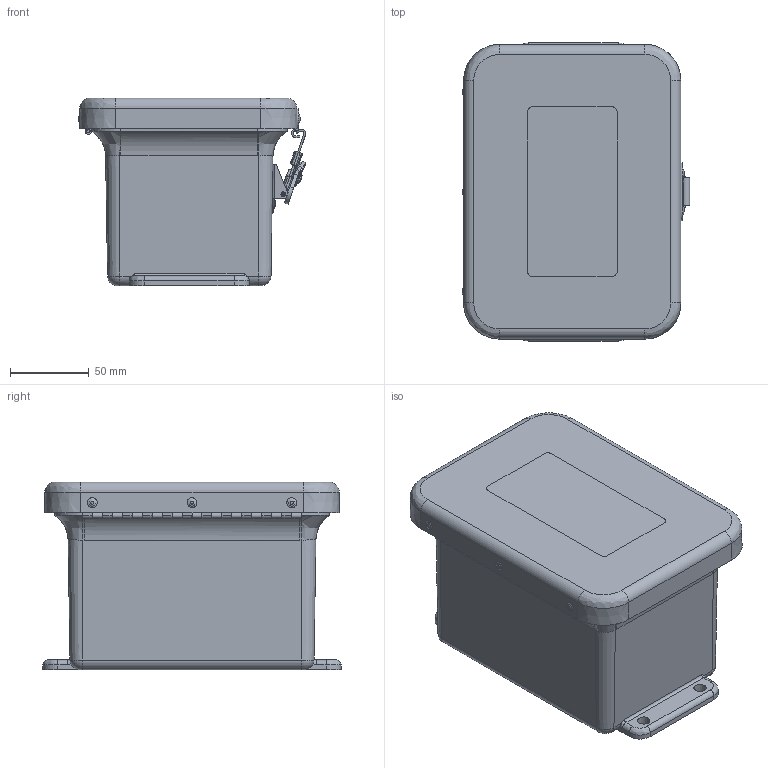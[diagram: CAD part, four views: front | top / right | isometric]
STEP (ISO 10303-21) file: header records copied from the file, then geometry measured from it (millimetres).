
FILE_DESCRIPTION (( 'STEP AP214' ), '1' );
FILE_NAME ('MW604HLL.STEP', '2018-11-07T12:43:24', ( '' ), ( '' ), 'SwSTEP 2.0', 'SolidWorks 2018', '' );
FILE_SCHEMA (( 'AUTOMOTIVE_DESIGN' ));
Length unit declared in the file: inch
Products named in the file (1): MW604HLL
Bounding box: 144.89 x 189.85 x 119.48 mm (x, y, z)
Volume: 541603.2 mm3; surface area: 271342.1 mm2
Topology: 31 solids, 31 shells, 735 faces, 1809 edges, 1161 vertices
Faces by surface type: plane 307, cylinder 282, bspline 97, cone 42, torus 7
Full cylindrical faces by diameter (mm): 2.159 x23, 2.4 x1, 2.7 x2, 3 x1, 3.175 x9, 3.25 x1, 3.302 x2, 3.327 x5, 3.5 x1, 3.556 x9, 3.861 x5, 3.962 x7, 4.2 x2, 4.609 x1, 4.618 x1, 4.7 x1, 4.9 x1, 5 x2, 5.3 x1, 5.537 x4, 6.35 x9, 6.858 x4, 13.3 x1, 13.5 x1
Entity records: 38567 total; most frequent: CARTESIAN_POINT 11963, ORIENTED_EDGE 3332, DIRECTION 3295, EDGE_CURVE 1666, AXIS2_PLACEMENT_3D 1228, VERTEX_POINT 1140, EDGE_LOOP 1000, LINE 839
